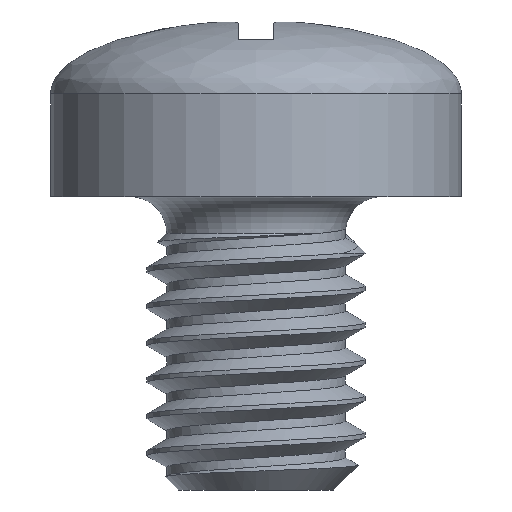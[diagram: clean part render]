
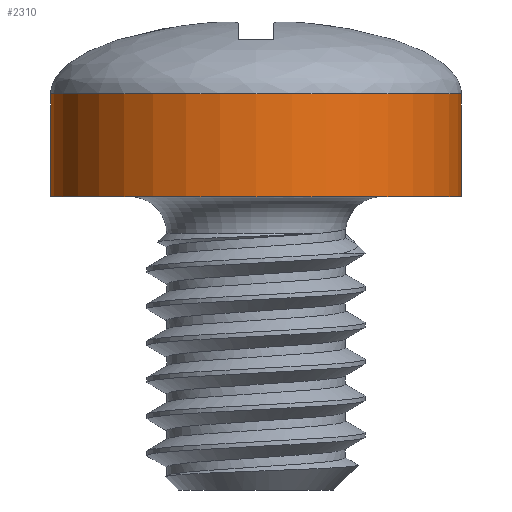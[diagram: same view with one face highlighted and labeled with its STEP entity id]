
A CAD part, front view. The second image highlights one B-rep face of the part: STEP entity #2310.
In plain terms, the highlighted cylindrical face has radius 2.8 mm (diameter 5.6 mm), a partial arc.
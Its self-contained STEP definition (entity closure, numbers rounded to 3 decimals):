
#4 = CYLINDRICAL_SURFACE ( 'NONE', #116, 2.8 ) ;
#38 = DIRECTION ( 'NONE',  ( 0., 0., -1. ) ) ;
#87 = EDGE_CURVE ( 'NONE', #284, #966, #1652, .T. ) ;
#116 = AXIS2_PLACEMENT_3D ( 'NONE', #188, #2591, #1842 ) ;
#188 = CARTESIAN_POINT ( 'NONE',  ( 0., 0., 1.4 ) ) ;
#205 = ORIENTED_EDGE ( 'NONE', *, *, #2421, .F. ) ;
#221 = CARTESIAN_POINT ( 'NONE',  ( 0., 0., 1.4 ) ) ;
#245 = CIRCLE ( 'NONE', #2316, 2.8 ) ;
#284 = VERTEX_POINT ( 'NONE', #450 ) ;
#387 = VERTEX_POINT ( 'NONE', #2501 ) ;
#426 = DIRECTION ( 'NONE',  ( 0., 0., 1. ) ) ;
#450 = CARTESIAN_POINT ( 'NONE',  ( -2.8, 0., 1.4 ) ) ;
#495 = CARTESIAN_POINT ( 'NONE',  ( -2.8, 0., 1.4 ) ) ;
#544 = LINE ( 'NONE', #1204, #610 ) ;
#610 = VECTOR ( 'NONE', #799, 1000. ) ;
#745 = EDGE_CURVE ( 'NONE', #284, #387, #977, .T. ) ;
#793 = DIRECTION ( 'NONE',  ( 1., 0., 0. ) ) ;
#799 = DIRECTION ( 'NONE',  ( 0., 0., -1. ) ) ;
#876 = VERTEX_POINT ( 'NONE', #1757 ) ;
#920 = ORIENTED_EDGE ( 'NONE', *, *, #745, .T. ) ;
#966 = VERTEX_POINT ( 'NONE', #2214 ) ;
#977 = LINE ( 'NONE', #495, #1939 ) ;
#988 = AXIS2_PLACEMENT_3D ( 'NONE', #221, #426, #1822 ) ;
#1071 = EDGE_LOOP ( 'NONE', ( #205, #2303, #920, #1497 ) ) ;
#1204 = CARTESIAN_POINT ( 'NONE',  ( 2.8, 0., 1.4 ) ) ;
#1497 = ORIENTED_EDGE ( 'NONE', *, *, #1728, .T. ) ;
#1517 = CARTESIAN_POINT ( 'NONE',  ( 0., 0., 0. ) ) ;
#1652 = CIRCLE ( 'NONE', #988, 2.8 ) ;
#1728 = EDGE_CURVE ( 'NONE', #387, #876, #245, .T. ) ;
#1757 = CARTESIAN_POINT ( 'NONE',  ( 2.8, 0., 0. ) ) ;
#1784 = DIRECTION ( 'NONE',  ( 0., 0., 1. ) ) ;
#1822 = DIRECTION ( 'NONE',  ( 1., 0., 0. ) ) ;
#1842 = DIRECTION ( 'NONE',  ( -1., 0., 0. ) ) ;
#1939 = VECTOR ( 'NONE', #38, 1000. ) ;
#2011 = FACE_OUTER_BOUND ( 'NONE', #1071, .T. ) ;
#2214 = CARTESIAN_POINT ( 'NONE',  ( 2.8, 0., 1.4 ) ) ;
#2303 = ORIENTED_EDGE ( 'NONE', *, *, #87, .F. ) ;
#2310 = ADVANCED_FACE ( 'NONE', ( #2011 ), #4, .T. ) ;
#2316 = AXIS2_PLACEMENT_3D ( 'NONE', #1517, #1784, #793 ) ;
#2421 = EDGE_CURVE ( 'NONE', #966, #876, #544, .T. ) ;
#2501 = CARTESIAN_POINT ( 'NONE',  ( -2.8, 0., 0. ) ) ;
#2591 = DIRECTION ( 'NONE',  ( 0., 0., -1. ) ) ;
